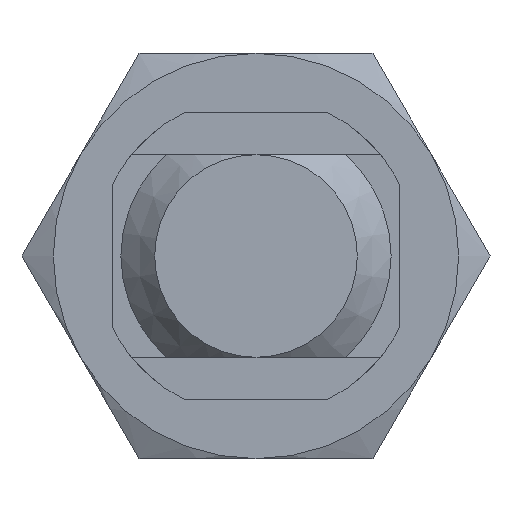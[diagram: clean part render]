
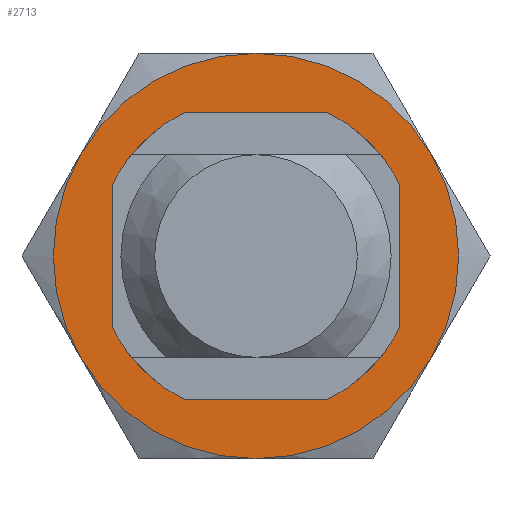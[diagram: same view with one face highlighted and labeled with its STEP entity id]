
A CAD part, left-side view. The second image highlights one B-rep face of the part: STEP entity #2713.
In plain terms, the highlighted planar face has unit normal (-1, 0, 0).
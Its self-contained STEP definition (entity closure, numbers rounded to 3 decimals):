
#19 = EDGE_LOOP ( 'NONE', ( #2477, #3248, #3642, #3684, #1287, #1177 ) ) ;
#58 = DIRECTION ( 'NONE',  ( -1., 0., 0. ) ) ;
#111 = DIRECTION ( 'NONE',  ( 0., 0., -1. ) ) ;
#173 = EDGE_LOOP ( 'NONE', ( #3256, #470 ) ) ;
#245 = DIRECTION ( 'NONE',  ( -1., 0., 0. ) ) ;
#449 = DIRECTION ( 'NONE',  ( 0., 0., -1. ) ) ;
#470 = ORIENTED_EDGE ( 'NONE', *, *, #2445, .F. ) ;
#473 = CARTESIAN_POINT ( 'NONE',  ( 4., 10.392, 6. ) ) ;
#549 = DIRECTION ( 'NONE',  ( -1., 0., 0. ) ) ;
#577 = AXIS2_PLACEMENT_3D ( 'NONE', #2567, #549, #4213 ) ;
#619 = CIRCLE ( 'NONE', #1911, 12. ) ;
#716 = EDGE_CURVE ( 'NONE', #3246, #2905, #619, .T. ) ;
#824 = CIRCLE ( 'NONE', #1749, 12. ) ;
#871 = AXIS2_PLACEMENT_3D ( 'NONE', #4366, #3947, #3022 ) ;
#1005 = EDGE_CURVE ( 'NONE', #1458, #2645, #1124, .T. ) ;
#1084 = CIRCLE ( 'NONE', #2367, 8. ) ;
#1109 = DIRECTION ( 'NONE',  ( -1., 0., 0. ) ) ;
#1124 = CIRCLE ( 'NONE', #3610, 8. ) ;
#1133 = DIRECTION ( 'NONE',  ( -1., 0., 0. ) ) ;
#1152 = CARTESIAN_POINT ( 'NONE',  ( 4., 10.392, -6. ) ) ;
#1165 = CIRCLE ( 'NONE', #577, 12. ) ;
#1177 = ORIENTED_EDGE ( 'NONE', *, *, #2056, .T. ) ;
#1234 = DIRECTION ( 'NONE',  ( 0., 0., -1. ) ) ;
#1279 = EDGE_CURVE ( 'NONE', #2626, #3246, #824, .T. ) ;
#1287 = ORIENTED_EDGE ( 'NONE', *, *, #716, .T. ) ;
#1297 = VERTEX_POINT ( 'NONE', #3421 ) ;
#1450 = DIRECTION ( 'NONE',  ( 0., 0., -1. ) ) ;
#1458 = VERTEX_POINT ( 'NONE', #3714 ) ;
#1468 = CARTESIAN_POINT ( 'NONE',  ( 4., 0., 0. ) ) ;
#1520 = CIRCLE ( 'NONE', #2235, 12. ) ;
#1641 = CARTESIAN_POINT ( 'NONE',  ( 4., 0., 12. ) ) ;
#1749 = AXIS2_PLACEMENT_3D ( 'NONE', #3470, #2384, #1450 ) ;
#1811 = CARTESIAN_POINT ( 'NONE',  ( 4., 0., -12. ) ) ;
#1846 = VERTEX_POINT ( 'NONE', #4374 ) ;
#1903 = CARTESIAN_POINT ( 'NONE',  ( 4., 0., 0. ) ) ;
#1911 = AXIS2_PLACEMENT_3D ( 'NONE', #3306, #245, #2916 ) ;
#1979 = CIRCLE ( 'NONE', #3739, 12. ) ;
#1987 = EDGE_CURVE ( 'NONE', #1846, #1297, #1520, .T. ) ;
#2056 = EDGE_CURVE ( 'NONE', #2905, #3511, #1165, .T. ) ;
#2230 = AXIS2_PLACEMENT_3D ( 'NONE', #3509, #1133, #449 ) ;
#2235 = AXIS2_PLACEMENT_3D ( 'NONE', #2810, #3491, #111 ) ;
#2367 = AXIS2_PLACEMENT_3D ( 'NONE', #1468, #1109, #3813 ) ;
#2384 = DIRECTION ( 'NONE',  ( -1., 0., 0. ) ) ;
#2445 = EDGE_CURVE ( 'NONE', #2645, #1458, #1084, .T. ) ;
#2477 = ORIENTED_EDGE ( 'NONE', *, *, #4107, .T. ) ;
#2510 = EDGE_CURVE ( 'NONE', #1297, #2626, #3358, .T. ) ;
#2567 = CARTESIAN_POINT ( 'NONE',  ( 4., 0., 0. ) ) ;
#2602 = PLANE ( 'NONE',  #871 ) ;
#2626 = VERTEX_POINT ( 'NONE', #1641 ) ;
#2643 = CARTESIAN_POINT ( 'NONE',  ( 4., 0., 8. ) ) ;
#2645 = VERTEX_POINT ( 'NONE', #2643 ) ;
#2713 = ADVANCED_FACE ( 'NONE', ( #3622, #3639 ), #2602, .F. ) ;
#2810 = CARTESIAN_POINT ( 'NONE',  ( 4., 0., 0. ) ) ;
#2905 = VERTEX_POINT ( 'NONE', #1152 ) ;
#2916 = DIRECTION ( 'NONE',  ( 0., 0., -1. ) ) ;
#3022 = DIRECTION ( 'NONE',  ( 0., -1., 0. ) ) ;
#3096 = CARTESIAN_POINT ( 'NONE',  ( 4., 0., 0. ) ) ;
#3246 = VERTEX_POINT ( 'NONE', #473 ) ;
#3248 = ORIENTED_EDGE ( 'NONE', *, *, #1987, .T. ) ;
#3256 = ORIENTED_EDGE ( 'NONE', *, *, #1005, .F. ) ;
#3306 = CARTESIAN_POINT ( 'NONE',  ( 4., 0., 0. ) ) ;
#3358 = CIRCLE ( 'NONE', #2230, 12. ) ;
#3421 = CARTESIAN_POINT ( 'NONE',  ( 4., -10.392, 6. ) ) ;
#3470 = CARTESIAN_POINT ( 'NONE',  ( 4., 0., 0. ) ) ;
#3491 = DIRECTION ( 'NONE',  ( -1., 0., 0. ) ) ;
#3509 = CARTESIAN_POINT ( 'NONE',  ( 4., 0., 0. ) ) ;
#3511 = VERTEX_POINT ( 'NONE', #1811 ) ;
#3610 = AXIS2_PLACEMENT_3D ( 'NONE', #3096, #58, #4131 ) ;
#3622 = FACE_BOUND ( 'NONE', #173, .T. ) ;
#3639 = FACE_OUTER_BOUND ( 'NONE', #19, .T. ) ;
#3642 = ORIENTED_EDGE ( 'NONE', *, *, #2510, .T. ) ;
#3684 = ORIENTED_EDGE ( 'NONE', *, *, #1279, .T. ) ;
#3714 = CARTESIAN_POINT ( 'NONE',  ( 4., 0., -8. ) ) ;
#3739 = AXIS2_PLACEMENT_3D ( 'NONE', #1903, #4284, #1234 ) ;
#3813 = DIRECTION ( 'NONE',  ( 0., 0., -1. ) ) ;
#3947 = DIRECTION ( 'NONE',  ( 1., 0., 0. ) ) ;
#4107 = EDGE_CURVE ( 'NONE', #3511, #1846, #1979, .T. ) ;
#4131 = DIRECTION ( 'NONE',  ( 0., 0., -1. ) ) ;
#4213 = DIRECTION ( 'NONE',  ( 0., 0., -1. ) ) ;
#4284 = DIRECTION ( 'NONE',  ( -1., 0., 0. ) ) ;
#4366 = CARTESIAN_POINT ( 'NONE',  ( 4., 0., 0. ) ) ;
#4374 = CARTESIAN_POINT ( 'NONE',  ( 4., -10.392, -6. ) ) ;
